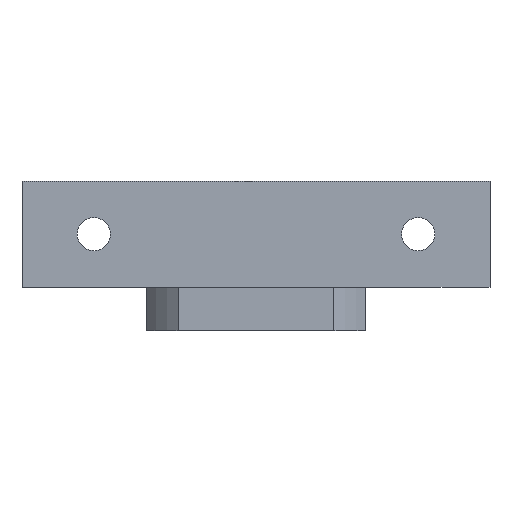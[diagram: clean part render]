
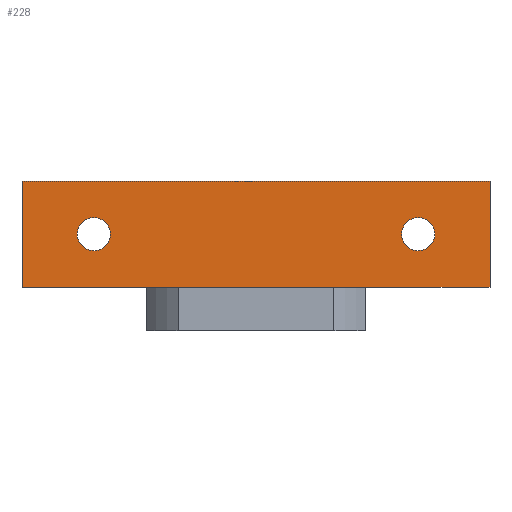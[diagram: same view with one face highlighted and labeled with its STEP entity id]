
A CAD part, front view. The second image highlights one B-rep face of the part: STEP entity #228.
In plain terms, the highlighted planar face has unit normal (0, -1, 0).
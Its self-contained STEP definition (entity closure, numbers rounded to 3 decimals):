
#42 = CARTESIAN_POINT ( 'NONE',  ( -26., -34.15, 8.5 ) ) ;
#45 = DIRECTION ( 'NONE',  ( 0., 0., -1. ) ) ;
#71 = VERTEX_POINT ( 'NONE', #1231 ) ;
#72 = DIRECTION ( 'NONE',  ( 0., -1., 0. ) ) ;
#88 = VERTEX_POINT ( 'NONE', #971 ) ;
#89 = FACE_OUTER_BOUND ( 'NONE', #640, .T. ) ;
#130 = ORIENTED_EDGE ( 'NONE', *, *, #1183, .F. ) ;
#175 = VERTEX_POINT ( 'NONE', #1717 ) ;
#200 = PLANE ( 'NONE',  #209 ) ;
#209 = AXIS2_PLACEMENT_3D ( 'NONE', #2558, #2779, #3038 ) ;
#223 = DIRECTION ( 'NONE',  ( 0., 0., 1. ) ) ;
#228 = ADVANCED_FACE ( 'NONE', ( #2588, #2413, #89 ), #200, .T. ) ;
#265 = VECTOR ( 'NONE', #1995, 1000. ) ;
#292 = CIRCLE ( 'NONE', #2947, 2.65 ) ;
#305 = EDGE_CURVE ( 'NONE', #1287, #2174, #569, .T. ) ;
#363 = DIRECTION ( 'NONE',  ( 0., 0., -1. ) ) ;
#366 = VERTEX_POINT ( 'NONE', #958 ) ;
#381 = LINE ( 'NONE', #585, #265 ) ;
#430 = CARTESIAN_POINT ( 'NONE',  ( 26., -34.15, 8.5 ) ) ;
#518 = DIRECTION ( 'NONE',  ( 0., -1., 0. ) ) ;
#520 = CARTESIAN_POINT ( 'NONE',  ( 26., -34.15, 8.5 ) ) ;
#526 = CARTESIAN_POINT ( 'NONE',  ( -26., -34.15, 8.5 ) ) ;
#569 = LINE ( 'NONE', #2112, #2479 ) ;
#585 = CARTESIAN_POINT ( 'NONE',  ( -37.5, -34.15, 17. ) ) ;
#616 = EDGE_LOOP ( 'NONE', ( #937, #130 ) ) ;
#625 = EDGE_CURVE ( 'NONE', #88, #175, #2768, .T. ) ;
#640 = EDGE_LOOP ( 'NONE', ( #1796, #784, #2485, #1513 ) ) ;
#654 = DIRECTION ( 'NONE',  ( 0., -1., 0. ) ) ;
#733 = CARTESIAN_POINT ( 'NONE',  ( -37.5, -34.15, 17. ) ) ;
#784 = ORIENTED_EDGE ( 'NONE', *, *, #305, .F. ) ;
#856 = LINE ( 'NONE', #2781, #1372 ) ;
#937 = ORIENTED_EDGE ( 'NONE', *, *, #2261, .F. ) ;
#939 = CARTESIAN_POINT ( 'NONE',  ( 37.5, -34.15, 0. ) ) ;
#958 = CARTESIAN_POINT ( 'NONE',  ( -26., -34.15, 5.85 ) ) ;
#971 = CARTESIAN_POINT ( 'NONE',  ( 26., -34.15, 11.15 ) ) ;
#995 = CARTESIAN_POINT ( 'NONE',  ( 37.5, -34.15, 17. ) ) ;
#1183 = EDGE_CURVE ( 'NONE', #366, #2871, #292, .T. ) ;
#1231 = CARTESIAN_POINT ( 'NONE',  ( 37.5, -34.15, 0. ) ) ;
#1287 = VERTEX_POINT ( 'NONE', #1405 ) ;
#1372 = VECTOR ( 'NONE', #1699, 1000. ) ;
#1405 = CARTESIAN_POINT ( 'NONE',  ( -37.5, -34.15, 0. ) ) ;
#1438 = LINE ( 'NONE', #939, #2878 ) ;
#1513 = ORIENTED_EDGE ( 'NONE', *, *, #2506, .T. ) ;
#1699 = DIRECTION ( 'NONE',  ( 1., 0., 0. ) ) ;
#1710 = VERTEX_POINT ( 'NONE', #995 ) ;
#1717 = CARTESIAN_POINT ( 'NONE',  ( 26., -34.15, 5.85 ) ) ;
#1759 = AXIS2_PLACEMENT_3D ( 'NONE', #430, #654, #2543 ) ;
#1796 = ORIENTED_EDGE ( 'NONE', *, *, #2365, .F. ) ;
#1876 = AXIS2_PLACEMENT_3D ( 'NONE', #526, #518, #2627 ) ;
#1966 = CARTESIAN_POINT ( 'NONE',  ( -26., -34.15, 11.15 ) ) ;
#1995 = DIRECTION ( 'NONE',  ( 1., 0., 0. ) ) ;
#2000 = EDGE_CURVE ( 'NONE', #1287, #71, #856, .T. ) ;
#2023 = DIRECTION ( 'NONE',  ( 0., -1., 0. ) ) ;
#2112 = CARTESIAN_POINT ( 'NONE',  ( -37.5, -34.15, 0. ) ) ;
#2174 = VERTEX_POINT ( 'NONE', #733 ) ;
#2182 = ORIENTED_EDGE ( 'NONE', *, *, #625, .F. ) ;
#2261 = EDGE_CURVE ( 'NONE', #2871, #366, #2395, .T. ) ;
#2341 = DIRECTION ( 'NONE',  ( 0., 0., 1. ) ) ;
#2365 = EDGE_CURVE ( 'NONE', #2174, #1710, #381, .T. ) ;
#2387 = EDGE_LOOP ( 'NONE', ( #2182, #2776 ) ) ;
#2395 = CIRCLE ( 'NONE', #1876, 2.65 ) ;
#2407 = EDGE_CURVE ( 'NONE', #175, #88, #2701, .T. ) ;
#2413 = FACE_BOUND ( 'NONE', #2387, .T. ) ;
#2479 = VECTOR ( 'NONE', #2341, 1000. ) ;
#2485 = ORIENTED_EDGE ( 'NONE', *, *, #2000, .T. ) ;
#2506 = EDGE_CURVE ( 'NONE', #71, #1710, #1438, .T. ) ;
#2513 = AXIS2_PLACEMENT_3D ( 'NONE', #520, #72, #45 ) ;
#2543 = DIRECTION ( 'NONE',  ( 0., 0., -1. ) ) ;
#2558 = CARTESIAN_POINT ( 'NONE',  ( -37.5, -34.15, 0. ) ) ;
#2588 = FACE_BOUND ( 'NONE', #616, .T. ) ;
#2627 = DIRECTION ( 'NONE',  ( 0., 0., -1. ) ) ;
#2701 = CIRCLE ( 'NONE', #1759, 2.65 ) ;
#2768 = CIRCLE ( 'NONE', #2513, 2.65 ) ;
#2776 = ORIENTED_EDGE ( 'NONE', *, *, #2407, .F. ) ;
#2779 = DIRECTION ( 'NONE',  ( 0., -1., 0. ) ) ;
#2781 = CARTESIAN_POINT ( 'NONE',  ( -37.5, -34.15, 0. ) ) ;
#2871 = VERTEX_POINT ( 'NONE', #1966 ) ;
#2878 = VECTOR ( 'NONE', #223, 1000. ) ;
#2947 = AXIS2_PLACEMENT_3D ( 'NONE', #42, #2023, #363 ) ;
#3038 = DIRECTION ( 'NONE',  ( 0., 0., -1. ) ) ;
